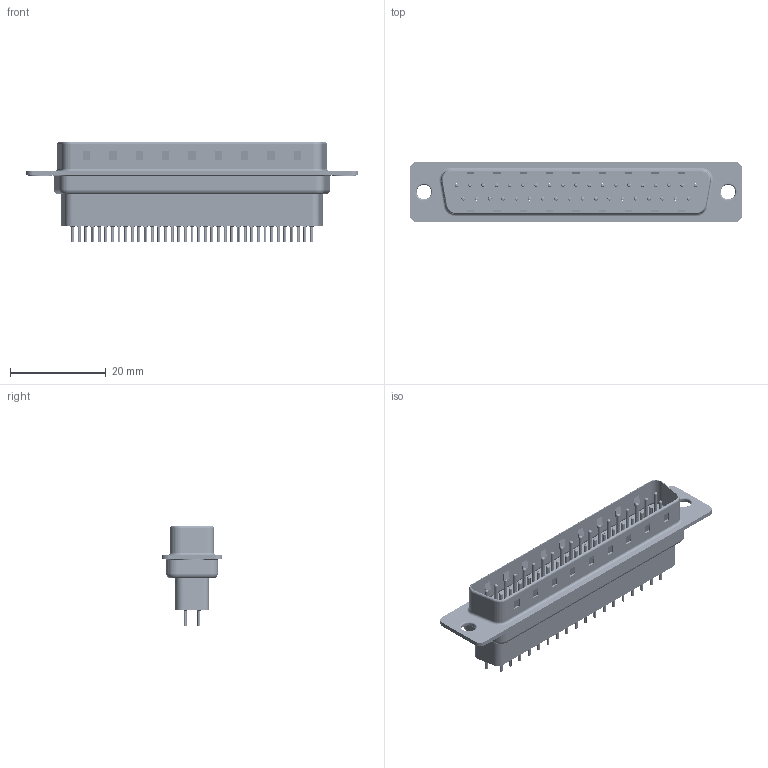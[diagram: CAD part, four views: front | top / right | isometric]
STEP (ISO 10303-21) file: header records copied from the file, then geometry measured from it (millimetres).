
FILE_DESCRIPTION (( 'STEP AP203' ), '1' );
FILE_NAME ('627-037-221-251.STEP', '2020-07-15T01:50:15', ( '' ), ( '' ), 'SwSTEP 2.0', 'SolidWorks 2020', '' );
FILE_SCHEMA (( 'CONFIG_CONTROL_DESIGN' ));
Length unit declared in the file: millimetre
Products named in the file (7): 627 Housing_37 HP; 627 Contact Row 2_21H; 627 Thru Hole Rivet; 627 Shell Rear_37 Contacts; 627 Contact Row 1_21H; 627-037-221-251; 627 Shell Front_37 Contacts
Assembly tree (42 placements, depth 2):
  627-037-221-251
    627 Housing_37 HP
    627 Shell Front_37 Contacts
    627 Shell Rear_37 Contacts
    627 Contact Row 1_21H  x19
    627 Contact Row 2_21H  x18
    627 Thru Hole Rivet  x2
Bounding box: 69.3 x 12.6 x 20.8 mm (x, y, z)
Volume: 5228.8 mm3; surface area: 13414.7 mm2
Topology: 42 solids, 42 shells, 4012 faces, 10373 edges, 6493 vertices
Faces by surface type: cylinder 1494, plane 1091, torus 1057, cone 370
Entity records: 27645 total; most frequent: CARTESIAN_POINT 4884, DIRECTION 4755, ORIENTED_EDGE 4142, EDGE_CURVE 2071, AXIS2_PLACEMENT_3D 1876, VERTEX_POINT 1324, EDGE_LOOP 1049, VECTOR 1003
